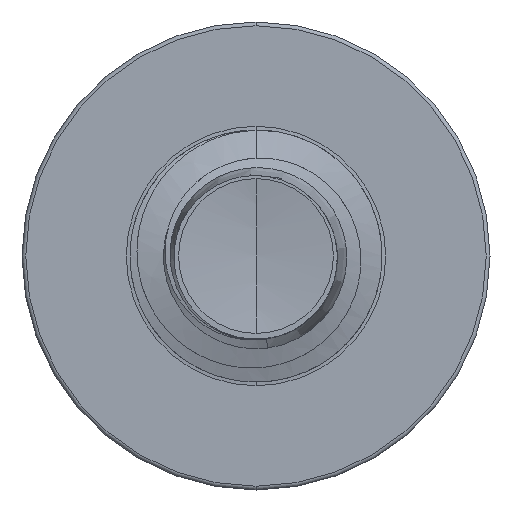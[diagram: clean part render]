
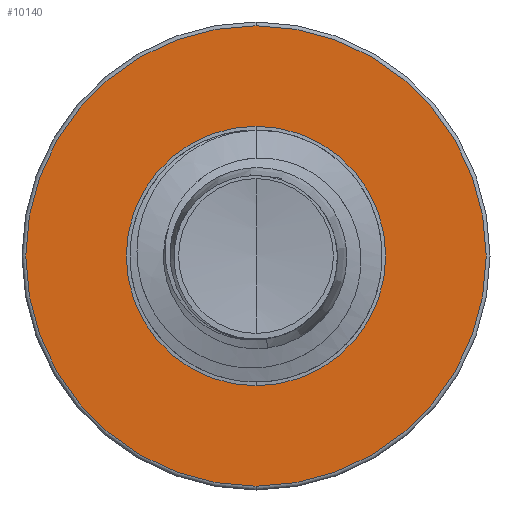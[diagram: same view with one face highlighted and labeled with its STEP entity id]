
A CAD part, front view. The second image highlights one B-rep face of the part: STEP entity #10140.
In plain terms, the highlighted planar face has unit normal (0, -1, 0).
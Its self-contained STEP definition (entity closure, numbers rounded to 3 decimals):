
#186 = DIRECTION ( 'NONE',  ( 0., 0., 1. ) ) ;
#627 = AXIS2_PLACEMENT_3D ( 'NONE', #7684, #866, #8658 ) ;
#654 = AXIS2_PLACEMENT_3D ( 'NONE', #3268, #10290, #4429 ) ;
#693 = CARTESIAN_POINT ( 'NONE',  ( 0., 2.5, 0.721 ) ) ;
#866 = DIRECTION ( 'NONE',  ( 0., 1., 0. ) ) ;
#1554 = AXIS2_PLACEMENT_3D ( 'NONE', #9358, #3087, #10176 ) ;
#1569 = CARTESIAN_POINT ( 'NONE',  ( 0., 2.5, 1.279 ) ) ;
#1831 = AXIS2_PLACEMENT_3D ( 'NONE', #5257, #11592, #6457 ) ;
#2780 = AXIS2_PLACEMENT_3D ( 'NONE', #5069, #10722, #186 ) ;
#2984 = VERTEX_POINT ( 'NONE', #693 ) ;
#3087 = DIRECTION ( 'NONE',  ( 0., 1., 0. ) ) ;
#3268 = CARTESIAN_POINT ( 'NONE',  ( 0., 2.5, 0. ) ) ;
#3659 = CARTESIAN_POINT ( 'NONE',  ( 0., 2.5, -0.721 ) ) ;
#3776 = ORIENTED_EDGE ( 'NONE', *, *, #11371, .F. ) ;
#4429 = DIRECTION ( 'NONE',  ( 0., 0., 1. ) ) ;
#5069 = CARTESIAN_POINT ( 'NONE',  ( 0., 2.5, -0.721 ) ) ;
#5257 = CARTESIAN_POINT ( 'NONE',  ( 0., 2.5, 0. ) ) ;
#5539 = FACE_BOUND ( 'NONE', #11607, .T. ) ;
#6404 = VERTEX_POINT ( 'NONE', #3659 ) ;
#6457 = DIRECTION ( 'NONE',  ( 0., 0., 1. ) ) ;
#6514 = ORIENTED_EDGE ( 'NONE', *, *, #10616, .F. ) ;
#7684 = CARTESIAN_POINT ( 'NONE',  ( 0., 2.5, 0. ) ) ;
#8658 = DIRECTION ( 'NONE',  ( 0., 0., 1. ) ) ;
#8711 = CIRCLE ( 'NONE', #627, 0.721 ) ;
#9097 = CIRCLE ( 'NONE', #1554, 0.721 ) ;
#9107 = FACE_OUTER_BOUND ( 'NONE', #12230, .T. ) ;
#9358 = CARTESIAN_POINT ( 'NONE',  ( 0., 2.5, 0. ) ) ;
#9492 = CARTESIAN_POINT ( 'NONE',  ( 0., 2.5, -1.279 ) ) ;
#9812 = ORIENTED_EDGE ( 'NONE', *, *, #10862, .T. ) ;
#10140 = ADVANCED_FACE ( 'NONE', ( #9107, #5539 ), #12440, .F. ) ;
#10164 = VERTEX_POINT ( 'NONE', #1569 ) ;
#10176 = DIRECTION ( 'NONE',  ( 0., 0., 1. ) ) ;
#10290 = DIRECTION ( 'NONE',  ( 0., 1., 0. ) ) ;
#10357 = CIRCLE ( 'NONE', #1831, 1.279 ) ;
#10616 = EDGE_CURVE ( 'NONE', #10164, #11388, #10357, .T. ) ;
#10722 = DIRECTION ( 'NONE',  ( 0., 1., 0. ) ) ;
#10862 = EDGE_CURVE ( 'NONE', #6404, #2984, #9097, .T. ) ;
#11367 = EDGE_CURVE ( 'NONE', #2984, #6404, #8711, .T. ) ;
#11371 = EDGE_CURVE ( 'NONE', #11388, #10164, #13285, .T. ) ;
#11388 = VERTEX_POINT ( 'NONE', #9492 ) ;
#11592 = DIRECTION ( 'NONE',  ( 0., 1., 0. ) ) ;
#11605 = ORIENTED_EDGE ( 'NONE', *, *, #11367, .T. ) ;
#11607 = EDGE_LOOP ( 'NONE', ( #11605, #9812 ) ) ;
#12230 = EDGE_LOOP ( 'NONE', ( #6514, #3776 ) ) ;
#12440 = PLANE ( 'NONE',  #2780 ) ;
#13285 = CIRCLE ( 'NONE', #654, 1.279 ) ;
